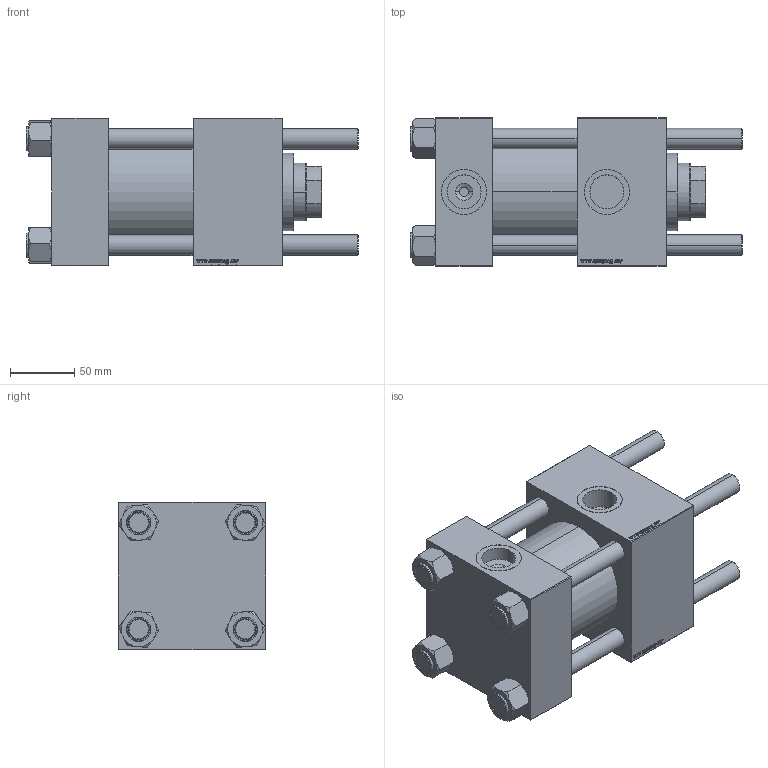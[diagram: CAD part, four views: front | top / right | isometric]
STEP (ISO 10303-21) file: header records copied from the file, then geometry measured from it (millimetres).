
FILE_DESCRIPTION (( 'STEP AP203' ), '1' );
FILE_NAME ('c1b2.STEP', '2023-08-23T19:57:17', ( '' ), ( '' ), 'SwSTEP 2.0', 'SolidWorks 2019', '' );
FILE_SCHEMA (( 'CONFIG_CONTROL_DESIGN' ));
Length unit declared in the file: millimetre
Products named in the file (6): c1b2; V215_VC_A b70ed137bfe371ad6f4ba9b57f1f7c1d; V215CR_VCP_B b70ed137bfe371ad6f4ba9b57f1f7c1d; NUT_M5_B b70ed137bfe371ad6f4ba9b57f1f7c1d; V215CR_B_TYCINKA b70ed137bfe371ad6f4ba9b57f1f7c1d; V215CR_B-1 b70ed137bfe371ad6f4ba9b57f1f7c1d
Assembly tree (11 placements, depth 2):
  c1b2
    V215CR_B-1 b70ed137bfe371ad6f4ba9b57f1f7c1d
    V215CR_VCP_B b70ed137bfe371ad6f4ba9b57f1f7c1d
    NUT_M5_B b70ed137bfe371ad6f4ba9b57f1f7c1d  x4
    V215CR_B_TYCINKA b70ed137bfe371ad6f4ba9b57f1f7c1d  x4
    V215_VC_A b70ed137bfe371ad6f4ba9b57f1f7c1d
Bounding box: 258 x 115 x 115 mm (x, y, z)
Volume: 1898675 mm3; surface area: 299784.5 mm2
Topology: 11 solids, 11 shells, 1206 faces, 3082 edges, 2007 vertices
Faces by surface type: bspline 504, plane 480, cone 136, cylinder 78, torus 8
Entity records: 57186 total; most frequent: CARTESIAN_POINT 34080, ORIENTED_EDGE 5428, DIRECTION 2998, EDGE_CURVE 2714, VERTEX_POINT 1785, LINE 1464, VECTOR 1464, EDGE_LOOP 1175
